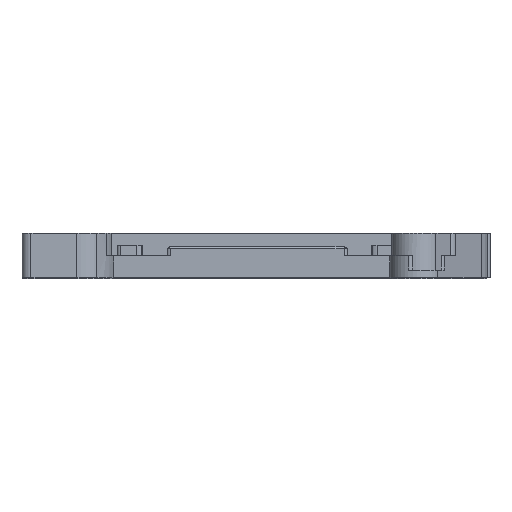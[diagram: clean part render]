
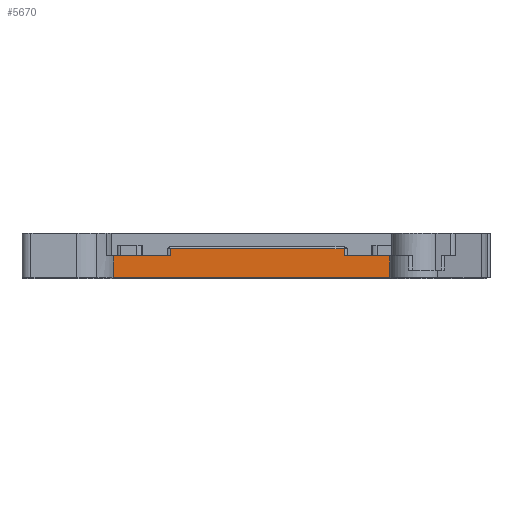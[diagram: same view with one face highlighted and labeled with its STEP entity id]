
A CAD part, front view. The second image highlights one B-rep face of the part: STEP entity #5670.
In plain terms, the highlighted planar face has unit normal (0, -1, 0).
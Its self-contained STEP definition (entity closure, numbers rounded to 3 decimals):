
#312 = ORIENTED_EDGE ( 'NONE', *, *, #19613, .F. ) ;
#357 = DIRECTION ( 'NONE',  ( 1., 0., 0. ) ) ;
#565 = LINE ( 'NONE', #13900, #4046 ) ;
#694 = ORIENTED_EDGE ( 'NONE', *, *, #9154, .F. ) ;
#880 = VECTOR ( 'NONE', #19671, 1000. ) ;
#1056 = FACE_OUTER_BOUND ( 'NONE', #9335, .T. ) ;
#1091 = EDGE_CURVE ( 'NONE', #19861, #3693, #7310, .T. ) ;
#1105 = VECTOR ( 'NONE', #15157, 1000. ) ;
#1240 = ORIENTED_EDGE ( 'NONE', *, *, #8837, .F. ) ;
#1262 = VERTEX_POINT ( 'NONE', #10888 ) ;
#1286 = ORIENTED_EDGE ( 'NONE', *, *, #14156, .T. ) ;
#1388 = VECTOR ( 'NONE', #18728, 1000. ) ;
#1404 = EDGE_CURVE ( 'NONE', #2527, #20815, #5121, .T. ) ;
#1448 = VECTOR ( 'NONE', #357, 1000. ) ;
#1465 = LINE ( 'NONE', #14702, #14647 ) ;
#1635 = CARTESIAN_POINT ( 'NONE',  ( 13.382, 0., 2.6 ) ) ;
#1659 = CARTESIAN_POINT ( 'NONE',  ( -15.352, 0., 2.6 ) ) ;
#1674 = VECTOR ( 'NONE', #6347, 1000. ) ;
#1821 = VECTOR ( 'NONE', #4438, 1000. ) ;
#1978 = DIRECTION ( 'NONE',  ( 0., 0., 1. ) ) ;
#1989 = CARTESIAN_POINT ( 'NONE',  ( -15.352, 0., 2.6 ) ) ;
#2137 = ORIENTED_EDGE ( 'NONE', *, *, #4607, .T. ) ;
#2369 = DIRECTION ( 'NONE',  ( 1., 0., 0. ) ) ;
#2381 = CARTESIAN_POINT ( 'NONE',  ( -15.071, 0., 2.6 ) ) ;
#2420 = ORIENTED_EDGE ( 'NONE', *, *, #18609, .F. ) ;
#2527 = VERTEX_POINT ( 'NONE', #8166 ) ;
#2657 = CARTESIAN_POINT ( 'NONE',  ( -18.607, 0., 2.6 ) ) ;
#3126 = EDGE_CURVE ( 'NONE', #9626, #2527, #14411, .T. ) ;
#3693 = VERTEX_POINT ( 'NONE', #15987 ) ;
#4046 = VECTOR ( 'NONE', #7188, 1000. ) ;
#4137 = VERTEX_POINT ( 'NONE', #6435 ) ;
#4272 = EDGE_CURVE ( 'NONE', #12046, #19861, #5333, .T. ) ;
#4404 = CARTESIAN_POINT ( 'NONE',  ( 9.677, 0., 3.4 ) ) ;
#4438 = DIRECTION ( 'NONE',  ( 1., 0., 0. ) ) ;
#4607 = EDGE_CURVE ( 'NONE', #9705, #8968, #19580, .T. ) ;
#4754 = CARTESIAN_POINT ( 'NONE',  ( -9.821, 0., 3.7 ) ) ;
#5121 = LINE ( 'NONE', #9783, #8048 ) ;
#5333 = LINE ( 'NONE', #2381, #7089 ) ;
#5537 = DIRECTION ( 'NONE',  ( 1., 0., 0. ) ) ;
#5670 = ADVANCED_FACE ( 'NONE', ( #1056 ), #19252, .F. ) ;
#5743 = LINE ( 'NONE', #13668, #1388 ) ;
#5818 = EDGE_CURVE ( 'NONE', #20815, #6764, #20985, .T. ) ;
#5847 = VECTOR ( 'NONE', #14267, 1000. ) ;
#6076 = VERTEX_POINT ( 'NONE', #4404 ) ;
#6347 = DIRECTION ( 'NONE',  ( 1., 0., 0. ) ) ;
#6435 = CARTESIAN_POINT ( 'NONE',  ( -19.919, 0., 5.15 ) ) ;
#6615 = ORIENTED_EDGE ( 'NONE', *, *, #21454, .F. ) ;
#6636 = VERTEX_POINT ( 'NONE', #9572 ) ;
#6764 = VERTEX_POINT ( 'NONE', #10219 ) ;
#6765 = CARTESIAN_POINT ( 'NONE',  ( -15.071, 0., 2.6 ) ) ;
#6779 = LINE ( 'NONE', #1659, #1674 ) ;
#6932 = EDGE_CURVE ( 'NONE', #6764, #11455, #565, .T. ) ;
#6966 = ORIENTED_EDGE ( 'NONE', *, *, #9207, .F. ) ;
#7045 = DIRECTION ( 'NONE',  ( 0., 0., -1. ) ) ;
#7089 = VECTOR ( 'NONE', #5537, 1000. ) ;
#7188 = DIRECTION ( 'NONE',  ( -1., 0., 0. ) ) ;
#7310 = LINE ( 'NONE', #1989, #1448 ) ;
#8048 = VECTOR ( 'NONE', #13135, 1000. ) ;
#8166 = CARTESIAN_POINT ( 'NONE',  ( 15.263, 0., 2.6 ) ) ;
#8180 = ORIENTED_EDGE ( 'NONE', *, *, #16393, .F. ) ;
#8455 = ORIENTED_EDGE ( 'NONE', *, *, #6932, .F. ) ;
#8758 = CARTESIAN_POINT ( 'NONE',  ( -9.821, 0., 2.6 ) ) ;
#8837 = EDGE_CURVE ( 'NONE', #6076, #1262, #13112, .T. ) ;
#8963 = ORIENTED_EDGE ( 'NONE', *, *, #3126, .F. ) ;
#8968 = VERTEX_POINT ( 'NONE', #8758 ) ;
#9154 = EDGE_CURVE ( 'NONE', #6636, #20871, #15670, .T. ) ;
#9207 = EDGE_CURVE ( 'NONE', #20871, #12046, #6779, .T. ) ;
#9335 = EDGE_LOOP ( 'NONE', ( #312, #8455, #14577, #9409, #8963, #6615, #1240, #1286, #2137, #2420, #9423, #21022, #6966, #694, #15331, #8180 ) ) ;
#9409 = ORIENTED_EDGE ( 'NONE', *, *, #1404, .F. ) ;
#9423 = ORIENTED_EDGE ( 'NONE', *, *, #1091, .F. ) ;
#9568 = CARTESIAN_POINT ( 'NONE',  ( -9.821, 0., 3.4 ) ) ;
#9572 = CARTESIAN_POINT ( 'NONE',  ( -19.919, 0., 2.6 ) ) ;
#9604 = DIRECTION ( 'NONE',  ( -1., 0., 0. ) ) ;
#9626 = VERTEX_POINT ( 'NONE', #1635 ) ;
#9674 = VERTEX_POINT ( 'NONE', #18221 ) ;
#9705 = VERTEX_POINT ( 'NONE', #9568 ) ;
#9783 = CARTESIAN_POINT ( 'NONE',  ( -15.071, 0., 2.6 ) ) ;
#9998 = LINE ( 'NONE', #6765, #12211 ) ;
#10219 = CARTESIAN_POINT ( 'NONE',  ( 15.352, 0., 0.15 ) ) ;
#10621 = DIRECTION ( 'NONE',  ( 0., 1., 0. ) ) ;
#10888 = CARTESIAN_POINT ( 'NONE',  ( 9.677, 0., 2.6 ) ) ;
#11455 = VERTEX_POINT ( 'NONE', #12587 ) ;
#11597 = CARTESIAN_POINT ( 'NONE',  ( -19.919, 0., -28.143 ) ) ;
#12046 = VERTEX_POINT ( 'NONE', #21288 ) ;
#12211 = VECTOR ( 'NONE', #16716, 1000. ) ;
#12539 = CARTESIAN_POINT ( 'NONE',  ( -15.071, 0., 2.6 ) ) ;
#12587 = CARTESIAN_POINT ( 'NONE',  ( -20.119, 0., 0.15 ) ) ;
#12674 = AXIS2_PLACEMENT_3D ( 'NONE', #15804, #10621, #2369 ) ;
#13112 = LINE ( 'NONE', #14426, #16890 ) ;
#13135 = DIRECTION ( 'NONE',  ( 1., 0., 0. ) ) ;
#13368 = LINE ( 'NONE', #18455, #16725 ) ;
#13422 = LINE ( 'NONE', #11597, #1105 ) ;
#13544 = LINE ( 'NONE', #16460, #18457 ) ;
#13668 = CARTESIAN_POINT ( 'NONE',  ( -20.119, 0., 5.15 ) ) ;
#13900 = CARTESIAN_POINT ( 'NONE',  ( -15.352, 0., 0.15 ) ) ;
#14156 = EDGE_CURVE ( 'NONE', #6076, #9705, #1465, .T. ) ;
#14267 = DIRECTION ( 'NONE',  ( 1., 0., 0. ) ) ;
#14411 = LINE ( 'NONE', #17328, #1821 ) ;
#14426 = CARTESIAN_POINT ( 'NONE',  ( 9.677, 0., 3.7 ) ) ;
#14577 = ORIENTED_EDGE ( 'NONE', *, *, #5818, .F. ) ;
#14647 = VECTOR ( 'NONE', #9604, 1000. ) ;
#14702 = CARTESIAN_POINT ( 'NONE',  ( -9.821, 0., 3.4 ) ) ;
#15075 = EDGE_CURVE ( 'NONE', #6636, #4137, #13422, .T. ) ;
#15157 = DIRECTION ( 'NONE',  ( 0., 0., 1. ) ) ;
#15331 = ORIENTED_EDGE ( 'NONE', *, *, #15075, .T. ) ;
#15670 = LINE ( 'NONE', #12539, #5847 ) ;
#15804 = CARTESIAN_POINT ( 'NONE',  ( -15.352, 0., 5.15 ) ) ;
#15987 = CARTESIAN_POINT ( 'NONE',  ( -13.526, 0., 2.6 ) ) ;
#16393 = EDGE_CURVE ( 'NONE', #9674, #4137, #5743, .T. ) ;
#16460 = CARTESIAN_POINT ( 'NONE',  ( -15.071, 0., 2.6 ) ) ;
#16716 = DIRECTION ( 'NONE',  ( 1., 0., 0. ) ) ;
#16725 = VECTOR ( 'NONE', #1978, 1000. ) ;
#16785 = DIRECTION ( 'NONE',  ( 1., 0., 0. ) ) ;
#16890 = VECTOR ( 'NONE', #19377, 1000. ) ;
#17328 = CARTESIAN_POINT ( 'NONE',  ( -15.352, 0., 2.6 ) ) ;
#17395 = CARTESIAN_POINT ( 'NONE',  ( 15.352, 0., 2.6 ) ) ;
#17948 = CARTESIAN_POINT ( 'NONE',  ( 15.352, 0., 5.15 ) ) ;
#18221 = CARTESIAN_POINT ( 'NONE',  ( -20.119, 0., 5.15 ) ) ;
#18455 = CARTESIAN_POINT ( 'NONE',  ( -20.119, 0., -28.143 ) ) ;
#18457 = VECTOR ( 'NONE', #16785, 1000. ) ;
#18609 = EDGE_CURVE ( 'NONE', #3693, #8968, #9998, .T. ) ;
#18728 = DIRECTION ( 'NONE',  ( 1., 0., 0. ) ) ;
#19252 = PLANE ( 'NONE',  #12674 ) ;
#19377 = DIRECTION ( 'NONE',  ( 0., 0., -1. ) ) ;
#19504 = VECTOR ( 'NONE', #7045, 1000. ) ;
#19580 = LINE ( 'NONE', #4754, #19504 ) ;
#19613 = EDGE_CURVE ( 'NONE', #11455, #9674, #13368, .T. ) ;
#19671 = DIRECTION ( 'NONE',  ( 0., 0., -1. ) ) ;
#19861 = VERTEX_POINT ( 'NONE', #20480 ) ;
#20480 = CARTESIAN_POINT ( 'NONE',  ( -15.408, 0., 2.6 ) ) ;
#20815 = VERTEX_POINT ( 'NONE', #17395 ) ;
#20871 = VERTEX_POINT ( 'NONE', #2657 ) ;
#20985 = LINE ( 'NONE', #17948, #880 ) ;
#21022 = ORIENTED_EDGE ( 'NONE', *, *, #4272, .F. ) ;
#21288 = CARTESIAN_POINT ( 'NONE',  ( -17.007, 0., 2.6 ) ) ;
#21454 = EDGE_CURVE ( 'NONE', #1262, #9626, #13544, .T. ) ;
